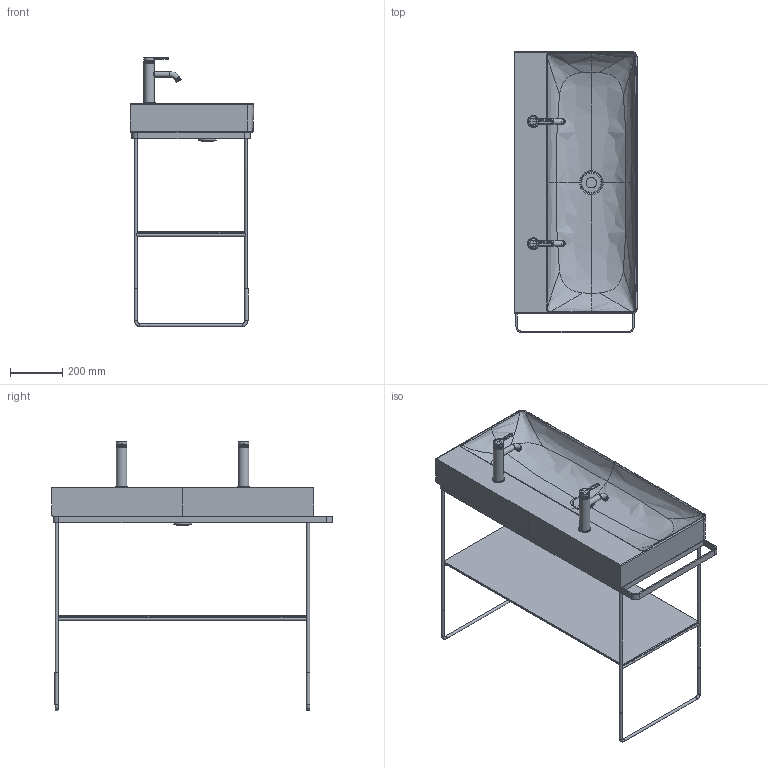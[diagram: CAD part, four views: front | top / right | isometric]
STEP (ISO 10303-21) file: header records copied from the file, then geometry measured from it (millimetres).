
FILE_DESCRIPTION((''),'2;1');
FILE_NAME('235310_2_003103.stp','2017-06-29T14:04:35',('Administrator'),(''),'Autodesk Inventor 2011','Autodesk Inventor 2011','');
FILE_SCHEMA(('CONFIG_CONTROL_DESIGN'));
Length unit declared in the file: millimetre
Products named in the file (17): 235310_2_003103; 235310_2; Kelch_Stopfen DuraSquare Bgr; Armatur C1 WT; 509115_ASM; 615832; 615833; 636748; 615729; 615737; Metallkonsole 003103 bodenstehend; Rahmen 1065x451x25; Rohrstütze bodenstehend; Rohrstrebe lang; Rohrverstellung; Glaseinleger Metallkonsole 003103_003104
Assembly tree (22 placements, depth 5):
  235310_2_003103
    235310_2
      235310_2
      Kelch_Stopfen DuraSquare Bgr
      Armatur C1 WT  x2
        509115_ASM
          615832
          615833
        636748
        615729
        615737
    Metallkonsole 003103 bodenstehend
      Rahmen 1065x451x25
      Rohrstütze bodenstehend  x2
      Rohrstrebe lang  x2
      Rohrverstellung  x4
    Glaseinleger Metallkonsole 003103_003104
Bounding box: 470.01 x 1070.82 x 1025.56 mm (x, y, z)
Volume: 19263712.9 mm3; surface area: 2945480.1 mm2
Topology: 23 solids, 29 shells, 655 faces, 1526 edges, 940 vertices
Faces by surface type: plane 218, bspline 199, cylinder 147, torus 41, cone 36, sphere 14
Full cylindrical faces by diameter (mm): 6 x2, 11.5 x10, 12 x2, 13 x4, 14 x4, 16 x6, 16.5 x4, 17.3 x2, 17.55 x2, 18.5 x4, 18.75 x2, 22 x4, 27.189 x2, 30.452 x1, 34 x2, 34.5 x2, 35 x2, 35.4 x2, 35.5 x2, 36.185 x1, 36.9 x8, 37.3 x2, 37.6 x2, 40 x4, 42.482 x1, 42.5 x2, 45.115 x1, 46 x3, 68.44 x1, 80.006 x1
Entity records: 68840 total; most frequent: CARTESIAN_POINT 58026, ORIENTED_EDGE 2074, DIRECTION 1827, EDGE_CURVE 1037, AXIS2_PLACEMENT_3D 757, VERTEX_POINT 679, EDGE_LOOP 626, FACE_OUTER_BOUND 490
